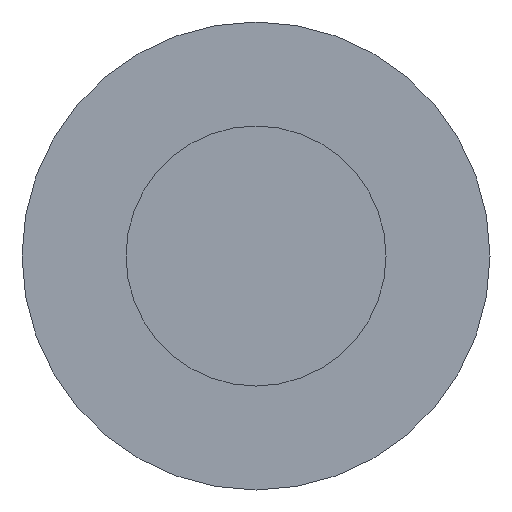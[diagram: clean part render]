
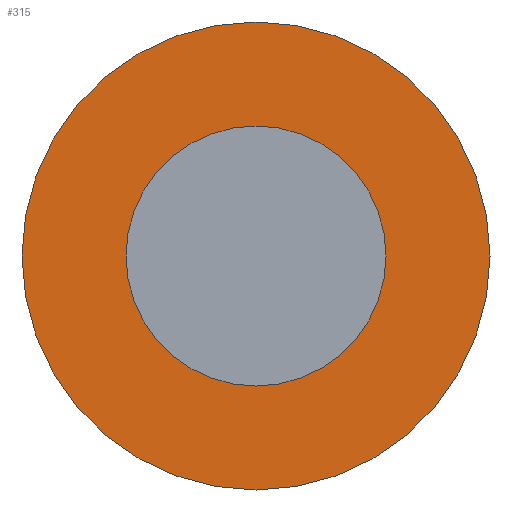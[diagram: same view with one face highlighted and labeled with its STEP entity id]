
A CAD part, left-side view. The second image highlights one B-rep face of the part: STEP entity #315.
In plain terms, the highlighted planar face has unit normal (-1, 0, 0).
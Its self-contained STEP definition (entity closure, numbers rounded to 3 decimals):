
#4 = CIRCLE ( 'NONE', #118, 4.5 ) ;
#22 = VERTEX_POINT ( 'NONE', #871 ) ;
#71 = CARTESIAN_POINT ( 'NONE',  ( -18.4, 0., 0. ) ) ;
#118 = AXIS2_PLACEMENT_3D ( 'NONE', #340, #751, #936 ) ;
#137 = CARTESIAN_POINT ( 'NONE',  ( -18.4, 0., 0. ) ) ;
#187 = CIRCLE ( 'NONE', #443, 4.5 ) ;
#199 = CIRCLE ( 'NONE', #855, 2.5 ) ;
#237 = CARTESIAN_POINT ( 'NONE',  ( -18.4, 0., 0. ) ) ;
#254 = FACE_BOUND ( 'NONE', #1025, .T. ) ;
#258 = VERTEX_POINT ( 'NONE', #487 ) ;
#270 = ORIENTED_EDGE ( 'NONE', *, *, #1059, .T. ) ;
#315 = ADVANCED_FACE ( 'NONE', ( #254, #1002 ), #613, .T. ) ;
#316 = ORIENTED_EDGE ( 'NONE', *, *, #758, .T. ) ;
#331 = DIRECTION ( 'NONE',  ( 1., 0., 0. ) ) ;
#340 = CARTESIAN_POINT ( 'NONE',  ( -18.4, 0., 0. ) ) ;
#344 = CARTESIAN_POINT ( 'NONE',  ( -18.4, 0., 0. ) ) ;
#367 = AXIS2_PLACEMENT_3D ( 'NONE', #237, #867, #958 ) ;
#421 = ORIENTED_EDGE ( 'NONE', *, *, #448, .F. ) ;
#443 = AXIS2_PLACEMENT_3D ( 'NONE', #71, #710, #529 ) ;
#448 = EDGE_CURVE ( 'NONE', #622, #535, #4, .T. ) ;
#487 = CARTESIAN_POINT ( 'NONE',  ( -18.4, -2.5, 0. ) ) ;
#508 = DIRECTION ( 'NONE',  ( 0., -1., 0. ) ) ;
#529 = DIRECTION ( 'NONE',  ( 0., 0., -1. ) ) ;
#535 = VERTEX_POINT ( 'NONE', #581 ) ;
#545 = AXIS2_PLACEMENT_3D ( 'NONE', #895, #962, #1144 ) ;
#573 = AXIS2_PLACEMENT_3D ( 'NONE', #344, #803, #700 ) ;
#581 = CARTESIAN_POINT ( 'NONE',  ( -18.4, 0., -4.5 ) ) ;
#613 = PLANE ( 'NONE',  #367 ) ;
#622 = VERTEX_POINT ( 'NONE', #804 ) ;
#640 = ORIENTED_EDGE ( 'NONE', *, *, #1009, .T. ) ;
#700 = DIRECTION ( 'NONE',  ( 0., -1., 0. ) ) ;
#710 = DIRECTION ( 'NONE',  ( 1., 0., 0. ) ) ;
#751 = DIRECTION ( 'NONE',  ( 1., 0., 0. ) ) ;
#758 = EDGE_CURVE ( 'NONE', #258, #1054, #199, .T. ) ;
#798 = CARTESIAN_POINT ( 'NONE',  ( -18.4, 0., -2.5 ) ) ;
#803 = DIRECTION ( 'NONE',  ( 1., 0., 0. ) ) ;
#804 = CARTESIAN_POINT ( 'NONE',  ( -18.4, 0., 4.5 ) ) ;
#812 = CIRCLE ( 'NONE', #573, 2.5 ) ;
#838 = CIRCLE ( 'NONE', #545, 2.5 ) ;
#855 = AXIS2_PLACEMENT_3D ( 'NONE', #137, #331, #508 ) ;
#867 = DIRECTION ( 'NONE',  ( -1., 0., 0. ) ) ;
#871 = CARTESIAN_POINT ( 'NONE',  ( -18.4, 2.5, 0. ) ) ;
#895 = CARTESIAN_POINT ( 'NONE',  ( -18.4, 0., 0. ) ) ;
#936 = DIRECTION ( 'NONE',  ( 0., 0., 1. ) ) ;
#948 = EDGE_CURVE ( 'NONE', #535, #622, #187, .T. ) ;
#958 = DIRECTION ( 'NONE',  ( 0., 0., 1. ) ) ;
#962 = DIRECTION ( 'NONE',  ( 1., 0., 0. ) ) ;
#1002 = FACE_OUTER_BOUND ( 'NONE', #1040, .T. ) ;
#1009 = EDGE_CURVE ( 'NONE', #1054, #22, #812, .T. ) ;
#1025 = EDGE_LOOP ( 'NONE', ( #316, #640, #270 ) ) ;
#1040 = EDGE_LOOP ( 'NONE', ( #421, #1086 ) ) ;
#1054 = VERTEX_POINT ( 'NONE', #798 ) ;
#1059 = EDGE_CURVE ( 'NONE', #22, #258, #838, .T. ) ;
#1086 = ORIENTED_EDGE ( 'NONE', *, *, #948, .F. ) ;
#1144 = DIRECTION ( 'NONE',  ( 0., 1., 0. ) ) ;
